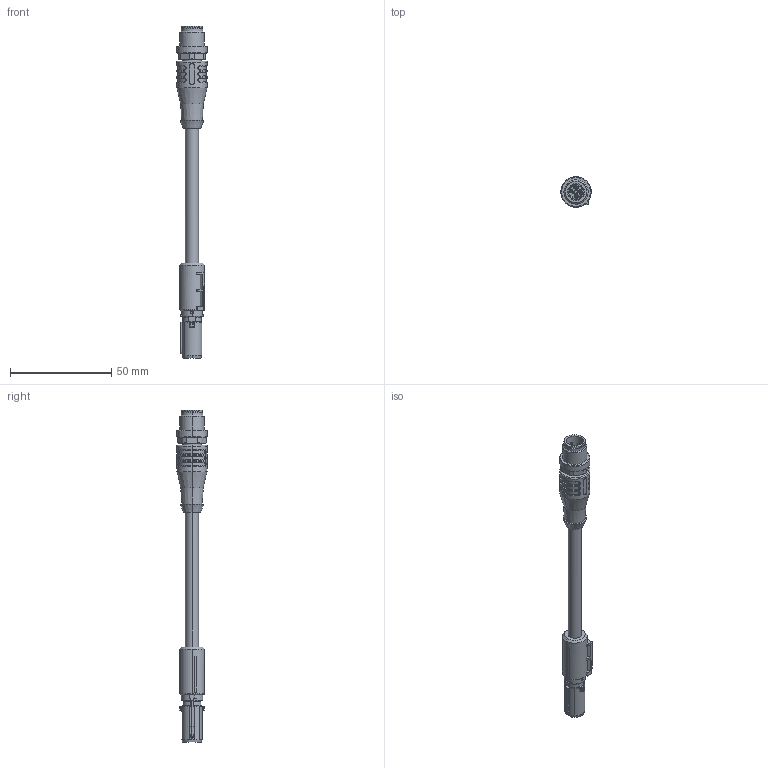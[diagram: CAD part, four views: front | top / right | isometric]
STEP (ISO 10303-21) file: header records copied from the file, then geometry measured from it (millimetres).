
FILE_DESCRIPTION(('CATIA V5 STEP Exchange','CAx-IF Rec.Pracs.--- Model Styling and Organization---1.5--- 2016-08-15','CAx-IF Rec.Pracs.---Supplemental Geometry---1.0---2011-11-01','CAx-IF Rec.Pracs.--- Composite Materials ---1.1---2010-07-15'),'2;1');
FILE_NAME ('144025-1_0', '2025-05-12T09:17:54+00:00', ('none'), ('Weidmueller'), 'CATIA Version 5-6 Release 2022 SP4 HF5', 'CATIA V5 STEP AP214 v3', 'none');
FILE_SCHEMA(('AUTOMOTIVE_DESIGN { 1 0 10303 214 1 1 1 1 }'));
Length unit declared in the file: millimetre
Products named in the file (1): 2503750000
Bounding box: 15 x 15 x 164.1 mm (x, y, z)
Volume: 12350.2 mm3; surface area: 7461.4 mm2
Topology: 1 solids, 1 shells, 731 faces, 1917 edges, 1193 vertices
Faces by surface type: cylinder 225, plane 213, bspline 86, torus 79, sphere 52, cone 51, extrusion 25
Entity records: 24903 total; most frequent: CARTESIAN_POINT 8476, ORIENTED_EDGE 3764, DIRECTION 2561, EDGE_CURVE 1882, AXIS2_PLACEMENT_3D 1218, VERTEX_POINT 1193, EDGE_LOOP 771, ADVANCED_FACE 731
